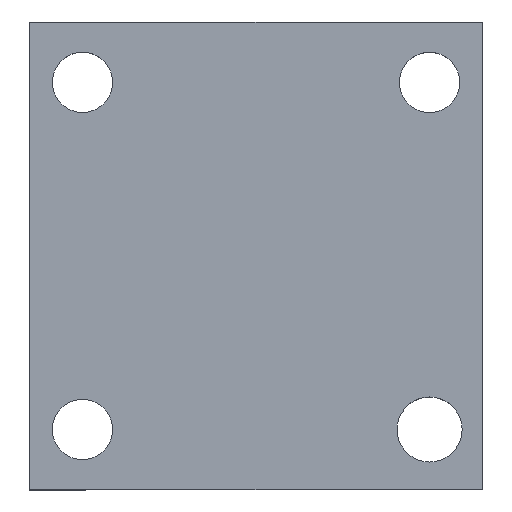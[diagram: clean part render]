
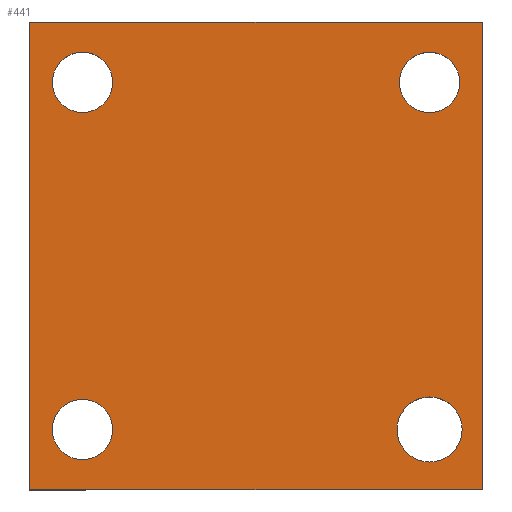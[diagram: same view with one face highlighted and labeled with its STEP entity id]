
A CAD part, top view. The second image highlights one B-rep face of the part: STEP entity #441.
In plain terms, the highlighted planar face has unit normal (0, 0, 1).
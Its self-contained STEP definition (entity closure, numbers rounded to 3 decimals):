
#1 = VERTEX_POINT ( 'NONE', #177 ) ;
#2 = LINE ( 'NONE', #348, #351 ) ;
#3 = EDGE_CURVE ( 'NONE', #512, #404, #173, .T. ) ;
#6 = DIRECTION ( 'NONE',  ( 1., 0., 0. ) ) ;
#7 = AXIS2_PLACEMENT_3D ( 'NONE', #503, #179, #95 ) ;
#8 = CIRCLE ( 'NONE', #145, 2. ) ;
#11 = DIRECTION ( 'NONE',  ( 0., 0., 1. ) ) ;
#13 = EDGE_CURVE ( 'NONE', #437, #90, #225, .T. ) ;
#14 = PLANE ( 'NONE',  #191 ) ;
#16 = CARTESIAN_POINT ( 'NONE',  ( 11.503, 11.501, 4. ) ) ;
#27 = VERTEX_POINT ( 'NONE', #501 ) ;
#29 = EDGE_LOOP ( 'NONE', ( #251, #70 ) ) ;
#54 = DIRECTION ( 'NONE',  ( 0., 0., 1. ) ) ;
#60 = CARTESIAN_POINT ( 'NONE',  ( 11.503, 11.501, 4. ) ) ;
#70 = ORIENTED_EDGE ( 'NONE', *, *, #471, .F. ) ;
#71 = DIRECTION ( 'NONE',  ( 1., 0., 0. ) ) ;
#73 = CIRCLE ( 'NONE', #74, 2. ) ;
#74 = AXIS2_PLACEMENT_3D ( 'NONE', #434, #157, #71 ) ;
#78 = CARTESIAN_POINT ( 'NONE',  ( -15.001, -15.501, 4. ) ) ;
#81 = VERTEX_POINT ( 'NONE', #307 ) ;
#85 = ORIENTED_EDGE ( 'NONE', *, *, #371, .F. ) ;
#90 = VERTEX_POINT ( 'NONE', #214 ) ;
#95 = DIRECTION ( 'NONE',  ( 1., 0., 0. ) ) ;
#96 = DIRECTION ( 'NONE',  ( 0., 0., 1. ) ) ;
#108 = VERTEX_POINT ( 'NONE', #136 ) ;
#111 = ORIENTED_EDGE ( 'NONE', *, *, #389, .T. ) ;
#119 = LINE ( 'NONE', #78, #505 ) ;
#122 = CARTESIAN_POINT ( 'NONE',  ( -9.501, -11.499, 4. ) ) ;
#136 = CARTESIAN_POINT ( 'NONE',  ( -9.499, 11.503, 4. ) ) ;
#145 = AXIS2_PLACEMENT_3D ( 'NONE', #16, #96, #502 ) ;
#153 = DIRECTION ( 'NONE',  ( 1., 0., 0. ) ) ;
#154 = CIRCLE ( 'NONE', #446, 2.156 ) ;
#157 = DIRECTION ( 'NONE',  ( 0., 0., 1. ) ) ;
#168 = VERTEX_POINT ( 'NONE', #286 ) ;
#171 = FACE_BOUND ( 'NONE', #483, .T. ) ;
#173 = LINE ( 'NONE', #337, #340 ) ;
#174 = CARTESIAN_POINT ( 'NONE',  ( 13.503, 11.501, 4. ) ) ;
#177 = CARTESIAN_POINT ( 'NONE',  ( -13.501, -11.499, 4. ) ) ;
#178 = CARTESIAN_POINT ( 'NONE',  ( 15.001, -15.501, 4. ) ) ;
#179 = DIRECTION ( 'NONE',  ( 0., 0., 1. ) ) ;
#180 = CARTESIAN_POINT ( 'NONE',  ( -15.001, 15.501, 4. ) ) ;
#182 = FACE_OUTER_BOUND ( 'NONE', #349, .T. ) ;
#183 = AXIS2_PLACEMENT_3D ( 'NONE', #303, #11, #461 ) ;
#191 = AXIS2_PLACEMENT_3D ( 'NONE', #218, #54, #350 ) ;
#197 = DIRECTION ( 'NONE',  ( 0., -1., 0. ) ) ;
#200 = CARTESIAN_POINT ( 'NONE',  ( 15.001, -15.501, 4. ) ) ;
#201 = CIRCLE ( 'NONE', #372, 2. ) ;
#203 = ORIENTED_EDGE ( 'NONE', *, *, #13, .F. ) ;
#212 = EDGE_CURVE ( 'NONE', #1, #527, #73, .T. ) ;
#214 = CARTESIAN_POINT ( 'NONE',  ( 9.345, -11.501, 4. ) ) ;
#215 = DIRECTION ( 'NONE',  ( 0., 0., 1. ) ) ;
#218 = CARTESIAN_POINT ( 'NONE',  ( 0., 0., 4. ) ) ;
#221 = ORIENTED_EDGE ( 'NONE', *, *, #314, .T. ) ;
#225 = CIRCLE ( 'NONE', #7, 2.156 ) ;
#230 = DIRECTION ( 'NONE',  ( 1., 0., 0. ) ) ;
#238 = EDGE_LOOP ( 'NONE', ( #448, #476 ) ) ;
#248 = EDGE_LOOP ( 'NONE', ( #330, #85 ) ) ;
#251 = ORIENTED_EDGE ( 'NONE', *, *, #274, .F. ) ;
#255 = CIRCLE ( 'NONE', #183, 2. ) ;
#257 = FACE_BOUND ( 'NONE', #238, .T. ) ;
#260 = LINE ( 'NONE', #178, #277 ) ;
#262 = CARTESIAN_POINT ( 'NONE',  ( 13.657, -11.501, 4. ) ) ;
#268 = DIRECTION ( 'NONE',  ( 1., 0., 0. ) ) ;
#270 = FACE_BOUND ( 'NONE', #248, .T. ) ;
#274 = EDGE_CURVE ( 'NONE', #168, #108, #201, .T. ) ;
#277 = VECTOR ( 'NONE', #384, 1000. ) ;
#286 = CARTESIAN_POINT ( 'NONE',  ( -13.499, 11.503, 4. ) ) ;
#300 = DIRECTION ( 'NONE',  ( 0., 0., 1. ) ) ;
#303 = CARTESIAN_POINT ( 'NONE',  ( -11.501, -11.499, 4. ) ) ;
#307 = CARTESIAN_POINT ( 'NONE',  ( 9.503, 11.501, 4. ) ) ;
#314 = EDGE_CURVE ( 'NONE', #360, #27, #119, .T. ) ;
#317 = CARTESIAN_POINT ( 'NONE',  ( 11.501, -11.501, 4. ) ) ;
#330 = ORIENTED_EDGE ( 'NONE', *, *, #354, .F. ) ;
#337 = CARTESIAN_POINT ( 'NONE',  ( 15.001, -15.501, 4. ) ) ;
#340 = VECTOR ( 'NONE', #387, 1000. ) ;
#342 = AXIS2_PLACEMENT_3D ( 'NONE', #60, #300, #268 ) ;
#346 = FACE_BOUND ( 'NONE', #29, .T. ) ;
#348 = CARTESIAN_POINT ( 'NONE',  ( 15.001, 15.501, 4. ) ) ;
#349 = EDGE_LOOP ( 'NONE', ( #450, #409, #221, #111 ) ) ;
#350 = DIRECTION ( 'NONE',  ( 1., 0., 0. ) ) ;
#351 = VECTOR ( 'NONE', #426, 1000. ) ;
#353 = EDGE_CURVE ( 'NONE', #527, #1, #255, .T. ) ;
#354 = EDGE_CURVE ( 'NONE', #81, #473, #8, .T. ) ;
#360 = VERTEX_POINT ( 'NONE', #180 ) ;
#361 = CARTESIAN_POINT ( 'NONE',  ( -11.499, 11.503, 4. ) ) ;
#371 = EDGE_CURVE ( 'NONE', #473, #81, #478, .T. ) ;
#372 = AXIS2_PLACEMENT_3D ( 'NONE', #361, #510, #153 ) ;
#384 = DIRECTION ( 'NONE',  ( 1., 0., 0. ) ) ;
#387 = DIRECTION ( 'NONE',  ( 0., 1., 0. ) ) ;
#389 = EDGE_CURVE ( 'NONE', #27, #512, #260, .T. ) ;
#391 = CIRCLE ( 'NONE', #452, 2. ) ;
#395 = DIRECTION ( 'NONE',  ( 0., 0., 1. ) ) ;
#404 = VERTEX_POINT ( 'NONE', #424 ) ;
#409 = ORIENTED_EDGE ( 'NONE', *, *, #439, .T. ) ;
#417 = CARTESIAN_POINT ( 'NONE',  ( -11.499, 11.503, 4. ) ) ;
#423 = ORIENTED_EDGE ( 'NONE', *, *, #493, .F. ) ;
#424 = CARTESIAN_POINT ( 'NONE',  ( 15.001, 15.501, 4. ) ) ;
#426 = DIRECTION ( 'NONE',  ( -1., 0., 0. ) ) ;
#434 = CARTESIAN_POINT ( 'NONE',  ( -11.501, -11.499, 4. ) ) ;
#437 = VERTEX_POINT ( 'NONE', #262 ) ;
#439 = EDGE_CURVE ( 'NONE', #404, #360, #2, .T. ) ;
#441 = ADVANCED_FACE ( 'NONE', ( #257, #346, #182, #270, #171 ), #14, .T. ) ;
#446 = AXIS2_PLACEMENT_3D ( 'NONE', #317, #395, #230 ) ;
#448 = ORIENTED_EDGE ( 'NONE', *, *, #212, .F. ) ;
#450 = ORIENTED_EDGE ( 'NONE', *, *, #3, .T. ) ;
#452 = AXIS2_PLACEMENT_3D ( 'NONE', #417, #215, #6 ) ;
#461 = DIRECTION ( 'NONE',  ( 1., 0., 0. ) ) ;
#471 = EDGE_CURVE ( 'NONE', #108, #168, #391, .T. ) ;
#473 = VERTEX_POINT ( 'NONE', #174 ) ;
#476 = ORIENTED_EDGE ( 'NONE', *, *, #353, .F. ) ;
#478 = CIRCLE ( 'NONE', #342, 2. ) ;
#483 = EDGE_LOOP ( 'NONE', ( #423, #203 ) ) ;
#493 = EDGE_CURVE ( 'NONE', #90, #437, #154, .T. ) ;
#501 = CARTESIAN_POINT ( 'NONE',  ( -15.001, -15.501, 4. ) ) ;
#502 = DIRECTION ( 'NONE',  ( 1., 0., 0. ) ) ;
#503 = CARTESIAN_POINT ( 'NONE',  ( 11.501, -11.501, 4. ) ) ;
#505 = VECTOR ( 'NONE', #197, 1000. ) ;
#510 = DIRECTION ( 'NONE',  ( 0., 0., 1. ) ) ;
#512 = VERTEX_POINT ( 'NONE', #200 ) ;
#527 = VERTEX_POINT ( 'NONE', #122 ) ;
